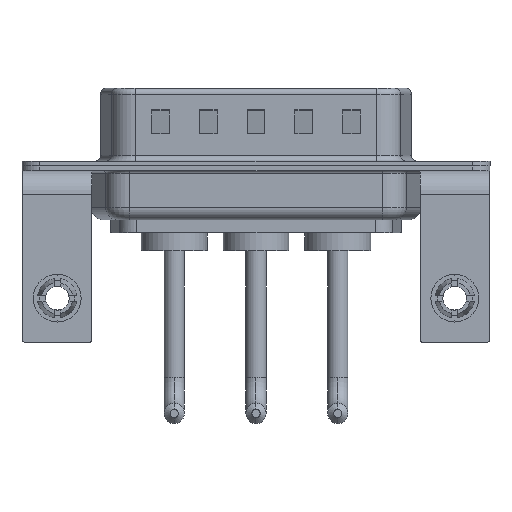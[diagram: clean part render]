
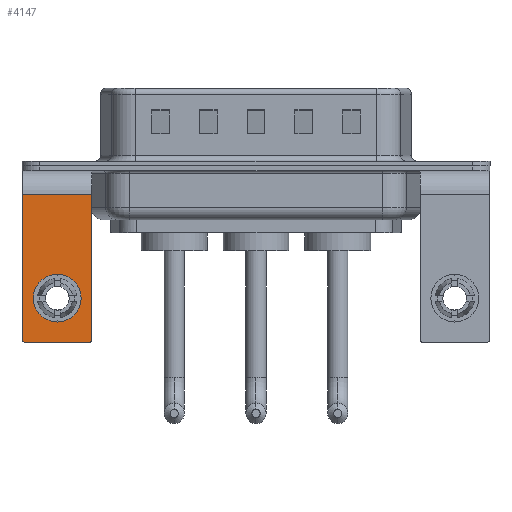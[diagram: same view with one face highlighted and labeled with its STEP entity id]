
A CAD part, front view. The second image highlights one B-rep face of the part: STEP entity #4147.
In plain terms, the highlighted planar face has unit normal (0, -1, 0).
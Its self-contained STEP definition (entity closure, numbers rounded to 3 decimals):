
#535 = DIRECTION ( 'NONE',  ( 0., 0., -1. ) ) ;
#567 = EDGE_CURVE ( 'NONE', #17361, #15882, #3197, .T. ) ;
#868 = DIRECTION ( 'NONE',  ( 0., 1., 0. ) ) ;
#983 = CARTESIAN_POINT ( 'NONE',  ( -2.9, -6.25, -14.55 ) ) ;
#1365 = CARTESIAN_POINT ( 'NONE',  ( 0., -6.25, -11.07 ) ) ;
#1936 = CARTESIAN_POINT ( 'NONE',  ( 2.65, -6.25, -14.8 ) ) ;
#2006 = ORIENTED_EDGE ( 'NONE', *, *, #15969, .T. ) ;
#2089 = CARTESIAN_POINT ( 'NONE',  ( 2.9, -6.25, -2.4 ) ) ;
#2182 = FACE_BOUND ( 'NONE', #7132, .T. ) ;
#2718 = EDGE_CURVE ( 'NONE', #6465, #15367, #16416, .T. ) ;
#2899 = EDGE_CURVE ( 'NONE', #14428, #15367, #17783, .T. ) ;
#3042 = ORIENTED_EDGE ( 'NONE', *, *, #5478, .T. ) ;
#3197 = LINE ( 'NONE', #4661, #11160 ) ;
#3688 = DIRECTION ( 'NONE',  ( 0., 0., 1. ) ) ;
#3858 = CARTESIAN_POINT ( 'NONE',  ( -2.9, -6.25, -2.4 ) ) ;
#3929 = CIRCLE ( 'NONE', #8904, 0.25 ) ;
#4147 = ADVANCED_FACE ( 'NONE', ( #2182, #8968 ), #11688, .F. ) ;
#4450 = CARTESIAN_POINT ( 'NONE',  ( 0., -6.25, -9.07 ) ) ;
#4661 = CARTESIAN_POINT ( 'NONE',  ( 2.9, -6.25, -2.4 ) ) ;
#4793 = CIRCLE ( 'NONE', #10349, 2. ) ;
#5331 = CARTESIAN_POINT ( 'NONE',  ( 0., -6.25, -11.07 ) ) ;
#5478 = EDGE_CURVE ( 'NONE', #15882, #6465, #17665, .T. ) ;
#6004 = CARTESIAN_POINT ( 'NONE',  ( -2.65, -6.25, -14.55 ) ) ;
#6210 = CARTESIAN_POINT ( 'NONE',  ( 2.9, -6.25, -14.55 ) ) ;
#6307 = DIRECTION ( 'NONE',  ( 0., 1., 0. ) ) ;
#6431 = CARTESIAN_POINT ( 'NONE',  ( 2.65, -6.25, -14.55 ) ) ;
#6465 = VERTEX_POINT ( 'NONE', #983 ) ;
#6790 = CIRCLE ( 'NONE', #14672, 2. ) ;
#7132 = EDGE_LOOP ( 'NONE', ( #13567, #2006 ) ) ;
#7463 = DIRECTION ( 'NONE',  ( 0., 0., 1. ) ) ;
#7468 = CARTESIAN_POINT ( 'NONE',  ( 2.9, -6.25, -2.4 ) ) ;
#7892 = DIRECTION ( 'NONE',  ( 0., 0., -1. ) ) ;
#8409 = CARTESIAN_POINT ( 'NONE',  ( 2.9, -6.25, -2.4 ) ) ;
#8577 = DIRECTION ( 'NONE',  ( 0., 0., 1. ) ) ;
#8904 = AXIS2_PLACEMENT_3D ( 'NONE', #6431, #12001, #17398 ) ;
#8968 = FACE_OUTER_BOUND ( 'NONE', #15686, .T. ) ;
#9217 = DIRECTION ( 'NONE',  ( -1., 0., 0. ) ) ;
#9334 = VERTEX_POINT ( 'NONE', #6210 ) ;
#9671 = DIRECTION ( 'NONE',  ( 0., 1., 0. ) ) ;
#9720 = VERTEX_POINT ( 'NONE', #4450 ) ;
#9882 = ORIENTED_EDGE ( 'NONE', *, *, #2899, .F. ) ;
#9900 = ORIENTED_EDGE ( 'NONE', *, *, #2718, .T. ) ;
#9939 = CARTESIAN_POINT ( 'NONE',  ( -2.65, -6.25, -14.8 ) ) ;
#10349 = AXIS2_PLACEMENT_3D ( 'NONE', #1365, #9671, #8577 ) ;
#10604 = VECTOR ( 'NONE', #9217, 1000. ) ;
#10785 = CARTESIAN_POINT ( 'NONE',  ( 0., -6.25, -13.07 ) ) ;
#11035 = ORIENTED_EDGE ( 'NONE', *, *, #16725, .T. ) ;
#11106 = EDGE_CURVE ( 'NONE', #17361, #9334, #14405, .T. ) ;
#11160 = VECTOR ( 'NONE', #12985, 1000. ) ;
#11395 = DIRECTION ( 'NONE',  ( 0., -1., 0. ) ) ;
#11688 = PLANE ( 'NONE',  #17928 ) ;
#12001 = DIRECTION ( 'NONE',  ( 0., -1., 0. ) ) ;
#12144 = VECTOR ( 'NONE', #7892, 1000. ) ;
#12985 = DIRECTION ( 'NONE',  ( -1., 0., 0. ) ) ;
#13516 = AXIS2_PLACEMENT_3D ( 'NONE', #6004, #11395, #7463 ) ;
#13567 = ORIENTED_EDGE ( 'NONE', *, *, #14124, .T. ) ;
#13901 = ORIENTED_EDGE ( 'NONE', *, *, #567, .T. ) ;
#14023 = VECTOR ( 'NONE', #535, 1000. ) ;
#14124 = EDGE_CURVE ( 'NONE', #15011, #9720, #6790, .T. ) ;
#14405 = LINE ( 'NONE', #7468, #14023 ) ;
#14428 = VERTEX_POINT ( 'NONE', #1936 ) ;
#14672 = AXIS2_PLACEMENT_3D ( 'NONE', #5331, #868, #3688 ) ;
#14853 = ORIENTED_EDGE ( 'NONE', *, *, #11106, .F. ) ;
#15011 = VERTEX_POINT ( 'NONE', #10785 ) ;
#15367 = VERTEX_POINT ( 'NONE', #9939 ) ;
#15686 = EDGE_LOOP ( 'NONE', ( #3042, #9900, #9882, #11035, #14853, #13901 ) ) ;
#15882 = VERTEX_POINT ( 'NONE', #16878 ) ;
#15969 = EDGE_CURVE ( 'NONE', #9720, #15011, #4793, .T. ) ;
#16416 = CIRCLE ( 'NONE', #13516, 0.25 ) ;
#16725 = EDGE_CURVE ( 'NONE', #14428, #9334, #3929, .T. ) ;
#16878 = CARTESIAN_POINT ( 'NONE',  ( -2.9, -6.25, -2.4 ) ) ;
#17260 = DIRECTION ( 'NONE',  ( 0., 0., 1. ) ) ;
#17361 = VERTEX_POINT ( 'NONE', #8409 ) ;
#17398 = DIRECTION ( 'NONE',  ( 0., 0., 1. ) ) ;
#17609 = CARTESIAN_POINT ( 'NONE',  ( 2.9, -6.25, -14.8 ) ) ;
#17665 = LINE ( 'NONE', #3858, #12144 ) ;
#17783 = LINE ( 'NONE', #17609, #10604 ) ;
#17928 = AXIS2_PLACEMENT_3D ( 'NONE', #2089, #6307, #17260 ) ;
